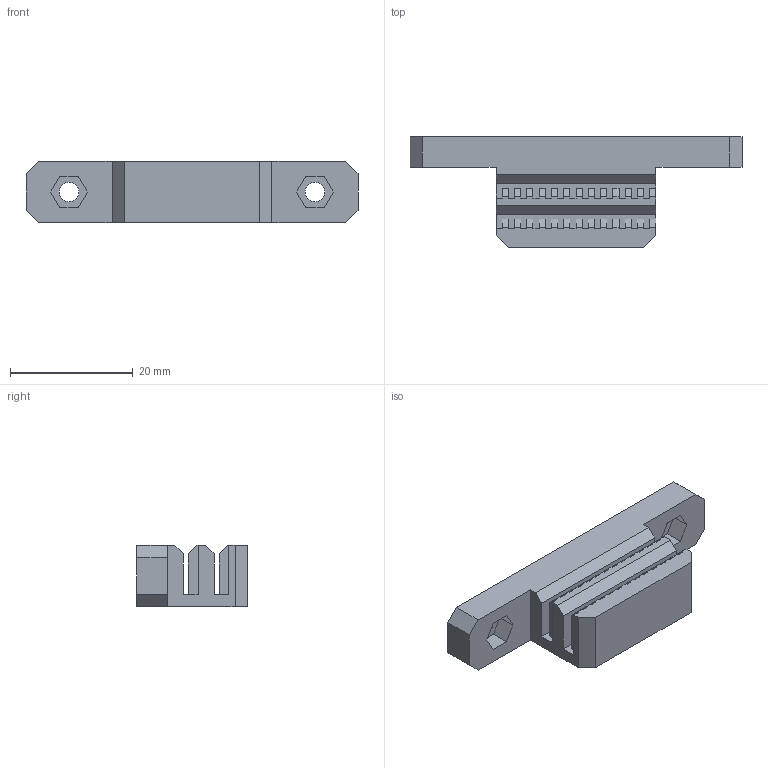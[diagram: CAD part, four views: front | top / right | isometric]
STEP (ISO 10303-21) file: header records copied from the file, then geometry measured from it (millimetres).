
FILE_DESCRIPTION(('FreeCAD Model'),'2;1');
FILE_NAME('y-belt-clamp-x1.step','2020-02-07T17:38:55',( 'Author'),(''),'Open CASCADE STEP processor 7.3','FreeCAD','Unknown' );
FILE_SCHEMA(('AUTOMOTIVE_DESIGN { 1 0 10303 214 1 1 1 1 }'));
Length unit declared in the file: millimetre
Products named in the file (1): Chamfer
Bounding box: 54 x 18 x 10 mm (x, y, z)
Volume: 5085.5 mm3; surface area: 4003.1 mm2
Topology: 1 solids, 1 shells, 168 faces, 492 edges, 328 vertices
Faces by surface type: plane 166, cylinder 2
Full cylindrical faces by diameter (mm): 3.2 x2
Entity records: 12906 total; most frequent: CARTESIAN_POINT 2137, DIRECTION 1664, LINE 1316, VECTOR 1316, ORIENTED_EDGE 984, PCURVE 984, DEFINITIONAL_REPRESENTATION 984, EDGE_CURVE 492
